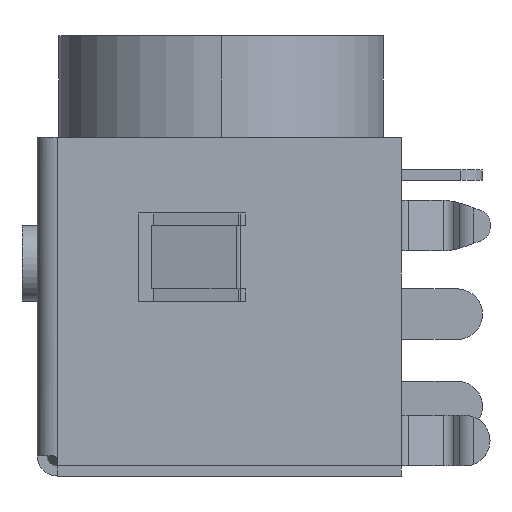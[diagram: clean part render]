
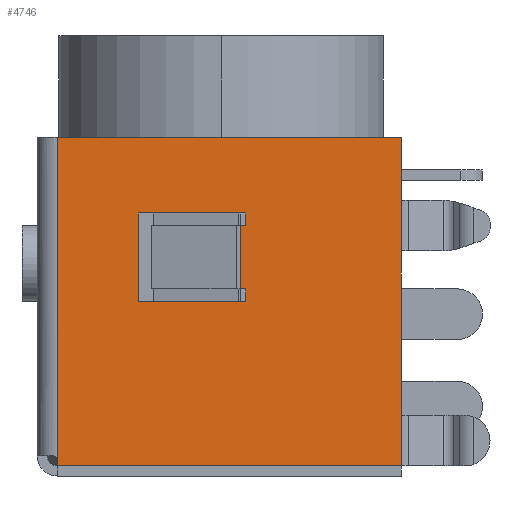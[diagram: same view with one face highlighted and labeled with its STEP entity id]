
A CAD part, left-side view. The second image highlights one B-rep face of the part: STEP entity #4746.
In plain terms, the highlighted planar face has unit normal (-1, 0, 0).
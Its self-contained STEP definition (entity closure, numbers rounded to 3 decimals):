
#54 = ORIENTED_EDGE ( 'NONE', *, *, #4636, .T. ) ;
#160 = DIRECTION ( 'NONE',  ( 0., 0., 1. ) ) ;
#261 = VECTOR ( 'NONE', #5904, 1000. ) ;
#336 = CARTESIAN_POINT ( 'NONE',  ( -8., 13.9, 0. ) ) ;
#424 = LINE ( 'NONE', #8738, #7374 ) ;
#496 = CARTESIAN_POINT ( 'NONE',  ( -8., 9.856, 3.2 ) ) ;
#526 = EDGE_CURVE ( 'NONE', #4495, #3173, #6955, .T. ) ;
#548 = EDGE_CURVE ( 'NONE', #2588, #8106, #3008, .T. ) ;
#666 = CARTESIAN_POINT ( 'NONE',  ( -8., 17.1, 6.7 ) ) ;
#728 = PLANE ( 'NONE',  #6086 ) ;
#883 = EDGE_CURVE ( 'NONE', #8687, #8422, #6822, .T. ) ;
#981 = LINE ( 'NONE', #9581, #7919 ) ;
#1042 = EDGE_LOOP ( 'NONE', ( #5089, #2995, #6036, #4620, #6628, #1630, #8676, #2945 ) ) ;
#1043 = VECTOR ( 'NONE', #7839, 1000. ) ;
#1174 = CARTESIAN_POINT ( 'NONE',  ( -8., 0., 6.7 ) ) ;
#1195 = VERTEX_POINT ( 'NONE', #4837 ) ;
#1389 = DIRECTION ( 'NONE',  ( 0., 1., 0. ) ) ;
#1526 = VECTOR ( 'NONE', #160, 1000. ) ;
#1579 = DIRECTION ( 'NONE',  ( 0., -1., 0. ) ) ;
#1606 = EDGE_CURVE ( 'NONE', #3767, #6301, #6679, .T. ) ;
#1630 = ORIENTED_EDGE ( 'NONE', *, *, #2791, .T. ) ;
#1645 = VECTOR ( 'NONE', #6821, 1000. ) ;
#1655 = VECTOR ( 'NONE', #7162, 1000. ) ;
#1820 = VERTEX_POINT ( 'NONE', #2948 ) ;
#1821 = DIRECTION ( 'NONE',  ( 0., 0., 1. ) ) ;
#2004 = LINE ( 'NONE', #5769, #2935 ) ;
#2264 = ORIENTED_EDGE ( 'NONE', *, *, #4844, .F. ) ;
#2277 = EDGE_CURVE ( 'NONE', #8422, #9570, #6927, .T. ) ;
#2385 = DIRECTION ( 'NONE',  ( 0., 0., 1. ) ) ;
#2560 = EDGE_CURVE ( 'NONE', #1195, #3258, #424, .T. ) ;
#2588 = VERTEX_POINT ( 'NONE', #496 ) ;
#2791 = EDGE_CURVE ( 'NONE', #6301, #1820, #3311, .T. ) ;
#2815 = CARTESIAN_POINT ( 'NONE',  ( -8., 17.1, 6.7 ) ) ;
#2935 = VECTOR ( 'NONE', #4434, 1000. ) ;
#2945 = ORIENTED_EDGE ( 'NONE', *, *, #548, .F. ) ;
#2948 = CARTESIAN_POINT ( 'NONE',  ( -8., 9.65, 3.7 ) ) ;
#2995 = ORIENTED_EDGE ( 'NONE', *, *, #2277, .F. ) ;
#3008 = LINE ( 'NONE', #6387, #3465 ) ;
#3173 = VERTEX_POINT ( 'NONE', #2815 ) ;
#3253 = CARTESIAN_POINT ( 'NONE',  ( -8., 0., 0.7 ) ) ;
#3258 = VERTEX_POINT ( 'NONE', #4386 ) ;
#3289 = CARTESIAN_POINT ( 'NONE',  ( -8., 9.65, 3.2 ) ) ;
#3311 = LINE ( 'NONE', #5277, #4569 ) ;
#3376 = DIRECTION ( 'NONE',  ( 0., 0., 1. ) ) ;
#3465 = VECTOR ( 'NONE', #9217, 1000. ) ;
#3666 = VECTOR ( 'NONE', #1821, 1000. ) ;
#3716 = LINE ( 'NONE', #5258, #1526 ) ;
#3767 = VERTEX_POINT ( 'NONE', #4571 ) ;
#3863 = ORIENTED_EDGE ( 'NONE', *, *, #6861, .T. ) ;
#4179 = LINE ( 'NONE', #7412, #7573 ) ;
#4187 = LINE ( 'NONE', #9368, #1655 ) ;
#4280 = DIRECTION ( 'NONE',  ( 0., 0., 1. ) ) ;
#4318 = VECTOR ( 'NONE', #3376, 1000. ) ;
#4386 = CARTESIAN_POINT ( 'NONE',  ( -8., 3.5, 4.2 ) ) ;
#4434 = DIRECTION ( 'NONE',  ( 0., 0., 1. ) ) ;
#4495 = VERTEX_POINT ( 'NONE', #7101 ) ;
#4569 = VECTOR ( 'NONE', #8198, 1000. ) ;
#4571 = CARTESIAN_POINT ( 'NONE',  ( -8., 13.9, 0.2 ) ) ;
#4620 = ORIENTED_EDGE ( 'NONE', *, *, #6454, .F. ) ;
#4636 = EDGE_CURVE ( 'NONE', #5339, #1195, #4179, .T. ) ;
#4668 = ORIENTED_EDGE ( 'NONE', *, *, #5608, .T. ) ;
#4746 = ADVANCED_FACE ( 'NONE', ( #8261, #6053 ), #728, .F. ) ;
#4750 = EDGE_CURVE ( 'NONE', #5409, #6668, #5811, .T. ) ;
#4760 = EDGE_CURVE ( 'NONE', #8106, #1820, #7687, .T. ) ;
#4837 = CARTESIAN_POINT ( 'NONE',  ( -8., 3.5, 2.2 ) ) ;
#4844 = EDGE_CURVE ( 'NONE', #6668, #5385, #3716, .T. ) ;
#4846 = VECTOR ( 'NONE', #2385, 1000. ) ;
#4891 = EDGE_LOOP ( 'NONE', ( #8029, #2264, #9349, #3863, #54, #9513, #4668, #7388 ) ) ;
#5089 = ORIENTED_EDGE ( 'NONE', *, *, #6194, .T. ) ;
#5161 = CARTESIAN_POINT ( 'NONE',  ( -8., 9.65, 0. ) ) ;
#5258 = CARTESIAN_POINT ( 'NONE',  ( -8., 17.1, -6.3 ) ) ;
#5277 = CARTESIAN_POINT ( 'NONE',  ( -8., 0., 3.7 ) ) ;
#5339 = VERTEX_POINT ( 'NONE', #5858 ) ;
#5385 = VERTEX_POINT ( 'NONE', #8068 ) ;
#5409 = VERTEX_POINT ( 'NONE', #8862 ) ;
#5542 = VECTOR ( 'NONE', #9518, 1000. ) ;
#5557 = CARTESIAN_POINT ( 'NONE',  ( -8., 17.1, -6.3 ) ) ;
#5608 = EDGE_CURVE ( 'NONE', #3258, #4495, #8281, .T. ) ;
#5769 = CARTESIAN_POINT ( 'NONE',  ( -8., 3.5, 0. ) ) ;
#5811 = LINE ( 'NONE', #6076, #1645 ) ;
#5858 = CARTESIAN_POINT ( 'NONE',  ( -8., 3.5, -4.3 ) ) ;
#5904 = DIRECTION ( 'NONE',  ( 0., 0., 1. ) ) ;
#6036 = ORIENTED_EDGE ( 'NONE', *, *, #883, .F. ) ;
#6053 = FACE_BOUND ( 'NONE', #1042, .T. ) ;
#6076 = CARTESIAN_POINT ( 'NONE',  ( -8., 3.5, -6.3 ) ) ;
#6086 = AXIS2_PLACEMENT_3D ( 'NONE', #8719, #9455, #1389 ) ;
#6194 = EDGE_CURVE ( 'NONE', #2588, #9570, #4187, .T. ) ;
#6301 = VERTEX_POINT ( 'NONE', #7253 ) ;
#6387 = CARTESIAN_POINT ( 'NONE',  ( -8., 0., 3.2 ) ) ;
#6453 = VECTOR ( 'NONE', #6852, 1000. ) ;
#6454 = EDGE_CURVE ( 'NONE', #3767, #8687, #981, .T. ) ;
#6628 = ORIENTED_EDGE ( 'NONE', *, *, #1606, .T. ) ;
#6668 = VERTEX_POINT ( 'NONE', #5557 ) ;
#6679 = LINE ( 'NONE', #336, #3666 ) ;
#6759 = CARTESIAN_POINT ( 'NONE',  ( -8., 9.65, 0. ) ) ;
#6821 = DIRECTION ( 'NONE',  ( 0., 1., 0. ) ) ;
#6822 = LINE ( 'NONE', #6759, #4846 ) ;
#6852 = DIRECTION ( 'NONE',  ( 0., 1., 0. ) ) ;
#6861 = EDGE_CURVE ( 'NONE', #5409, #5339, #2004, .T. ) ;
#6927 = LINE ( 'NONE', #3253, #6453 ) ;
#6955 = LINE ( 'NONE', #1174, #1043 ) ;
#7101 = CARTESIAN_POINT ( 'NONE',  ( -8., 3.5, 6.7 ) ) ;
#7147 = DIRECTION ( 'NONE',  ( 0., 0., 1. ) ) ;
#7162 = DIRECTION ( 'NONE',  ( 0., 0., -1. ) ) ;
#7253 = CARTESIAN_POINT ( 'NONE',  ( -8., 13.9, 3.7 ) ) ;
#7374 = VECTOR ( 'NONE', #7147, 1000. ) ;
#7388 = ORIENTED_EDGE ( 'NONE', *, *, #526, .T. ) ;
#7412 = CARTESIAN_POINT ( 'NONE',  ( -8., 3.5, 0. ) ) ;
#7573 = VECTOR ( 'NONE', #4280, 1000. ) ;
#7687 = LINE ( 'NONE', #5161, #261 ) ;
#7839 = DIRECTION ( 'NONE',  ( 0., 1., 0. ) ) ;
#7882 = CARTESIAN_POINT ( 'NONE',  ( -8., 3.5, 0. ) ) ;
#7919 = VECTOR ( 'NONE', #1579, 1000. ) ;
#8029 = ORIENTED_EDGE ( 'NONE', *, *, #9359, .F. ) ;
#8068 = CARTESIAN_POINT ( 'NONE',  ( -8., 17.1, -6.1 ) ) ;
#8106 = VERTEX_POINT ( 'NONE', #3289 ) ;
#8198 = DIRECTION ( 'NONE',  ( 0., -1., 0. ) ) ;
#8254 = CARTESIAN_POINT ( 'NONE',  ( -8., 9.856, 0.7 ) ) ;
#8261 = FACE_OUTER_BOUND ( 'NONE', #4891, .T. ) ;
#8281 = LINE ( 'NONE', #7882, #4318 ) ;
#8422 = VERTEX_POINT ( 'NONE', #8867 ) ;
#8612 = CARTESIAN_POINT ( 'NONE',  ( -8., 9.65, 0.2 ) ) ;
#8676 = ORIENTED_EDGE ( 'NONE', *, *, #4760, .F. ) ;
#8687 = VERTEX_POINT ( 'NONE', #8612 ) ;
#8719 = CARTESIAN_POINT ( 'NONE',  ( -8., 0., 0. ) ) ;
#8738 = CARTESIAN_POINT ( 'NONE',  ( -8., 3.5, 0. ) ) ;
#8862 = CARTESIAN_POINT ( 'NONE',  ( -8., 3.5, -6.3 ) ) ;
#8867 = CARTESIAN_POINT ( 'NONE',  ( -8., 9.65, 0.7 ) ) ;
#9217 = DIRECTION ( 'NONE',  ( 0., -1., 0. ) ) ;
#9349 = ORIENTED_EDGE ( 'NONE', *, *, #4750, .F. ) ;
#9359 = EDGE_CURVE ( 'NONE', #5385, #3173, #9458, .T. ) ;
#9368 = CARTESIAN_POINT ( 'NONE',  ( -8., 9.856, 15.7 ) ) ;
#9455 = DIRECTION ( 'NONE',  ( 1., 0., 0. ) ) ;
#9458 = LINE ( 'NONE', #666, #5542 ) ;
#9513 = ORIENTED_EDGE ( 'NONE', *, *, #2560, .T. ) ;
#9518 = DIRECTION ( 'NONE',  ( 0., 0., 1. ) ) ;
#9570 = VERTEX_POINT ( 'NONE', #8254 ) ;
#9581 = CARTESIAN_POINT ( 'NONE',  ( -8., 0., 0.2 ) ) ;
